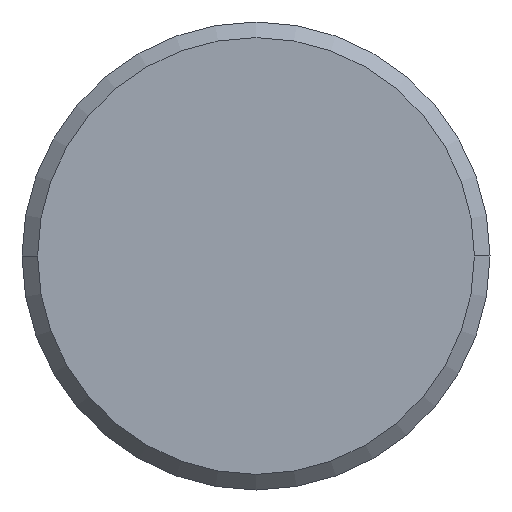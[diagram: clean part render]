
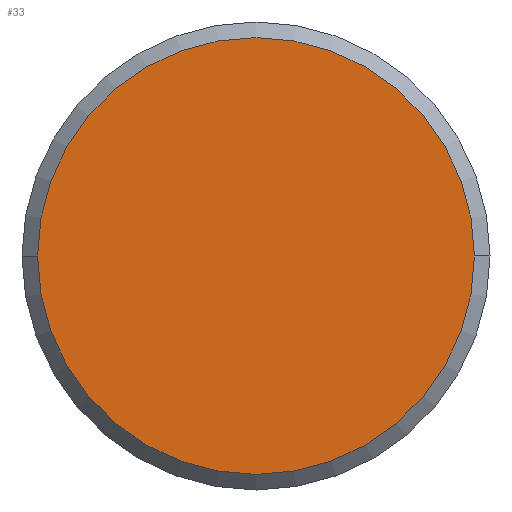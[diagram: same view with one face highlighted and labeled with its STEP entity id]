
A CAD part, left-side view. The second image highlights one B-rep face of the part: STEP entity #33.
In plain terms, the highlighted planar face has unit normal (-1, 0, 0).
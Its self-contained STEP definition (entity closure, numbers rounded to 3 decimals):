
#33 = ADVANCED_FACE ( 'NONE', ( #113 ), #356, .T. ) ;
#34 = CARTESIAN_POINT ( 'NONE',  ( -33.188, 0., 0. ) ) ;
#55 = EDGE_CURVE ( 'NONE', #392, #346, #178, .T. ) ;
#57 = EDGE_CURVE ( 'NONE', #346, #392, #398, .T. ) ;
#59 = CARTESIAN_POINT ( 'NONE',  ( -33.188, -1.4, 0. ) ) ;
#71 = CARTESIAN_POINT ( 'NONE',  ( -33.188, 0., 0. ) ) ;
#89 = AXIS2_PLACEMENT_3D ( 'NONE', #34, #248, #209 ) ;
#104 = DIRECTION ( 'NONE',  ( 0., 1., 0. ) ) ;
#113 = FACE_OUTER_BOUND ( 'NONE', #408, .T. ) ;
#178 = CIRCLE ( 'NONE', #89, 1.4 ) ;
#209 = DIRECTION ( 'NONE',  ( 0., 1., 0. ) ) ;
#218 = AXIS2_PLACEMENT_3D ( 'NONE', #400, #318, #372 ) ;
#225 = ORIENTED_EDGE ( 'NONE', *, *, #55, .F. ) ;
#248 = DIRECTION ( 'NONE',  ( 1., 0., 0. ) ) ;
#318 = DIRECTION ( 'NONE',  ( -1., 0., 0. ) ) ;
#321 = AXIS2_PLACEMENT_3D ( 'NONE', #71, #410, #104 ) ;
#346 = VERTEX_POINT ( 'NONE', #389 ) ;
#356 = PLANE ( 'NONE',  #218 ) ;
#372 = DIRECTION ( 'NONE',  ( 0., -1., 0. ) ) ;
#385 = ORIENTED_EDGE ( 'NONE', *, *, #57, .F. ) ;
#389 = CARTESIAN_POINT ( 'NONE',  ( -33.188, 1.4, 0. ) ) ;
#392 = VERTEX_POINT ( 'NONE', #59 ) ;
#398 = CIRCLE ( 'NONE', #321, 1.4 ) ;
#400 = CARTESIAN_POINT ( 'NONE',  ( -33.188, 0., 0. ) ) ;
#408 = EDGE_LOOP ( 'NONE', ( #385, #225 ) ) ;
#410 = DIRECTION ( 'NONE',  ( 1., 0., 0. ) ) ;
